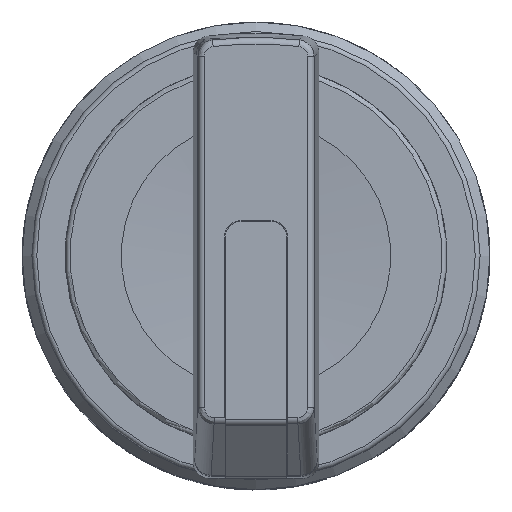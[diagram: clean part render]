
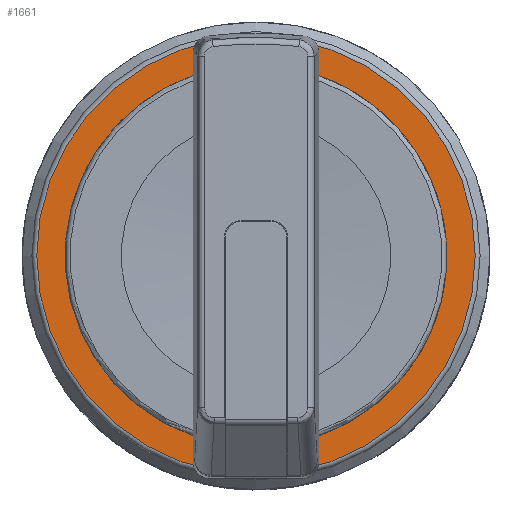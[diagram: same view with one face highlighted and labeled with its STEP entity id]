
A CAD part, top view. The second image highlights one B-rep face of the part: STEP entity #1661.
In plain terms, the highlighted planar face has unit normal (0, 0, 1).
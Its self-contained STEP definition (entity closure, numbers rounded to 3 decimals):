
#1661 = ADVANCED_FACE( '', ( #3400, #3401 ), #3402, .T. );
#3400 = FACE_BOUND( '', #5893, .T. );
#3401 = FACE_OUTER_BOUND( '', #5894, .T. );
#3402 = PLANE( '', #5895 );
#5893 = EDGE_LOOP( '', ( #10903 ) );
#5894 = EDGE_LOOP( '', ( #10904 ) );
#5895 = AXIS2_PLACEMENT_3D( '', #10905, #10906, #10907 );
#10903 = ORIENTED_EDGE( '', *, *, #13375, .F. );
#10904 = ORIENTED_EDGE( '', *, *, #12205, .T. );
#10905 = CARTESIAN_POINT( '', ( -13.8, 0., 11.4 ) );
#10906 = DIRECTION( '', ( 0., 0., 1. ) );
#10907 = DIRECTION( '', ( -1., 0., 0. ) );
#12205 = EDGE_CURVE( '', #14878, #14878, #14879, .T. );
#13375 = EDGE_CURVE( '', #16455, #16455, #16456, .T. );
#14878 = VERTEX_POINT( '', #18690 );
#14879 = CIRCLE( '', #18691, 13.5 );
#16455 = VERTEX_POINT( '', #21585 );
#16456 = CIRCLE( '', #21586, 11.75 );
#18690 = CARTESIAN_POINT( '', ( -13.5, 0., 11.4 ) );
#18691 = AXIS2_PLACEMENT_3D( '', #22952, #22953, #22954 );
#21585 = CARTESIAN_POINT( '', ( 11.75, 0., 11.4 ) );
#21586 = AXIS2_PLACEMENT_3D( '', #24332, #24333, #24334 );
#22952 = CARTESIAN_POINT( '', ( 0., 0., 11.4 ) );
#22953 = DIRECTION( '', ( 0., 0., 1. ) );
#22954 = DIRECTION( '', ( -1., 0., 0. ) );
#24332 = CARTESIAN_POINT( '', ( 0., 0., 11.4 ) );
#24333 = DIRECTION( '', ( 0., 0., 1. ) );
#24334 = DIRECTION( '', ( 1., 0., 0. ) );
